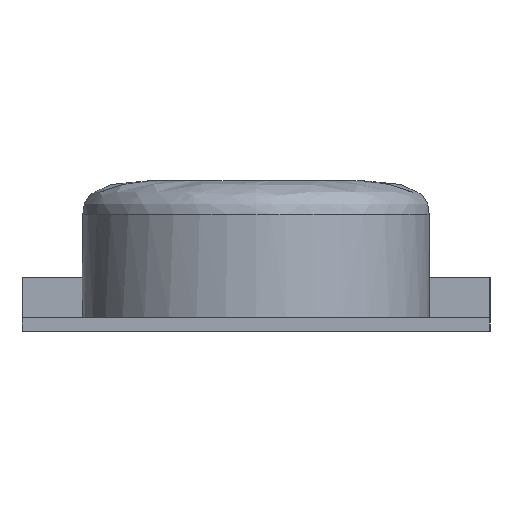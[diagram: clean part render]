
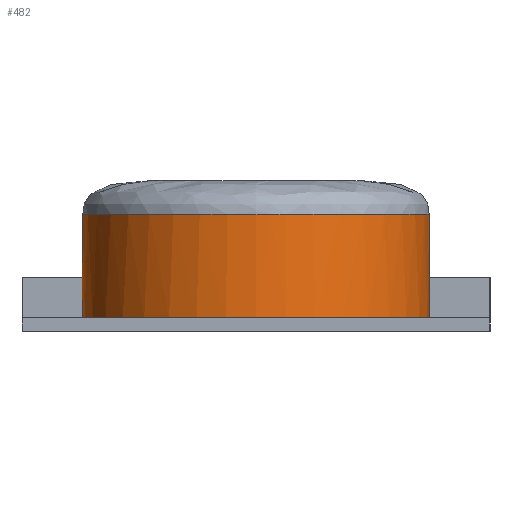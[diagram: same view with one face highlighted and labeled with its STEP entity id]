
A CAD part, left-side view. The second image highlights one B-rep face of the part: STEP entity #482.
In plain terms, the highlighted cylindrical face has radius 5.2 mm (diameter 10.4 mm), a full revolution.
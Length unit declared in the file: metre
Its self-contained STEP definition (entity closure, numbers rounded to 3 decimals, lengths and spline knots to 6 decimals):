
#22=B_SPLINE_CURVE_WITH_KNOTS('',3,(#851,#852,#853,#854,#855,#856,#857,
#858,#859,#860,#861),.UNSPECIFIED.,.T.,.F.,(1,1,1,1,1,1,1,1,1,1,1,1,1,1,
1),(-0.375,-0.25,-0.125,0.,0.125,0.25,0.375,0.5,0.625,0.75,0.875,1.,1.125,
1.25,1.375),.UNSPECIFIED.);
#27=CYLINDRICAL_SURFACE('',#529,0.0052);
#233=ORIENTED_EDGE('',*,*,#302,.T.);
#234=ORIENTED_EDGE('',*,*,#244,.F.);
#244=EDGE_CURVE('',#304,#304,#348,.F.);
#302=EDGE_CURVE('',#346,#346,#22,.T.);
#304=VERTEX_POINT('',#644);
#346=VERTEX_POINT('',#862);
#348=CIRCLE('',#502,0.0052);
#383=EDGE_LOOP('',(#233));
#384=EDGE_LOOP('',(#234));
#425=FACE_BOUND('',#383,.T.);
#426=FACE_BOUND('',#384,.T.);
#482=ADVANCED_FACE('',(#425,#426),#27,.T.);
#502=AXIS2_PLACEMENT_3D('',#643,#535,#536);
#529=AXIS2_PLACEMENT_3D('',#850,#637,#638);
#535=DIRECTION('',(0.,0.,1.));
#536=DIRECTION('',(-1.,0.,0.));
#637=DIRECTION('',(0.,0.,-1.));
#638=DIRECTION('',(1.,0.,0.));
#643=CARTESIAN_POINT('',(-0.021,-0.024,-0.0026));
#644=CARTESIAN_POINT('',(-0.0262,-0.024,-0.0026));
#850=CARTESIAN_POINT('',(-0.021,-0.024,0.258318));
#851=CARTESIAN_POINT('',(-0.025075,-0.028075,0.0005));
#852=CARTESIAN_POINT('',(-0.026763,-0.024,0.0005));
#853=CARTESIAN_POINT('',(-0.025075,-0.019925,0.0005));
#854=CARTESIAN_POINT('',(-0.021,-0.018237,0.0005));
#855=CARTESIAN_POINT('',(-0.016925,-0.019925,0.0005));
#856=CARTESIAN_POINT('',(-0.015237,-0.024,0.0005));
#857=CARTESIAN_POINT('',(-0.016925,-0.028075,0.0005));
#858=CARTESIAN_POINT('',(-0.021,-0.029763,0.0005));
#859=CARTESIAN_POINT('',(-0.025075,-0.028075,0.0005));
#860=CARTESIAN_POINT('',(-0.026763,-0.024,0.0005));
#861=CARTESIAN_POINT('',(-0.025075,-0.019925,0.0005));
#862=CARTESIAN_POINT('',(-0.0262,-0.024,0.0005));
